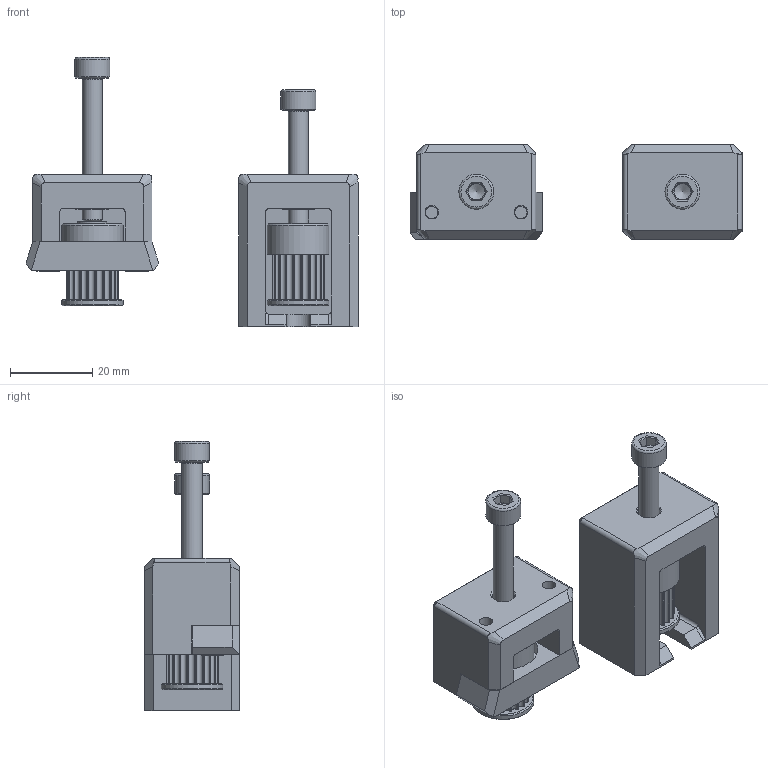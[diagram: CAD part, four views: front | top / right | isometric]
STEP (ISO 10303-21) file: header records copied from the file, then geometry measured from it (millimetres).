
FILE_DESCRIPTION(/* description */ (''),/* implementation_level */ '2;1');
FILE_NAME(/* name */ 'Press Pulley Extractor.step',/* time_stamp */ '2023-10-17T01:51:53Z',/* author */ (''),/* organization */ (''),/* preprocessor_version */ 'ST-DEVELOPER v19.2',/* originating_system */ 'Autodesk Translation Framework v12.6.0.85',/* authorisation */ '');
FILE_SCHEMA (('AUTOMOTIVE_DESIGN { 1 0 10303 214 3 1 1 }'));
Length unit declared in the file: millimetre
Products named in the file (10): Pulley Extractor; Press Pulley Head Extractor; Press Pulley Extractor; HARDWARE; HW1508NC; Hex Nut - M5 v8; 90592A095_NO THREADS_Steel Hex Nut; Washer M4 x 9 x 0.5 v1; HW2110SC; Washer M3 x 7x 0.5 v2
Assembly tree (9 placements, depth 4):
  Pulley Extractor
    Press Pulley Head Extractor
    Press Pulley Extractor
    HARDWARE
      HW1508NC
      Hex Nut - M5 v8
        90592A095_NO THREADS_Steel Hex Nut
      Washer M4 x 9 x 0.5 v1
      HW2110SC
    Washer M3 x 7x 0.5 v2
Bounding box: 80.83 x 23.03 x 65.5 mm (x, y, z)
Volume: 33680.8 mm3; surface area: 18361.7 mm2
Topology: 12 solids, 12 shells, 611 faces, 1583 edges, 1014 vertices
Faces by surface type: cylinder 296, plane 223, cone 76, bspline 12, torus 4
Full cylindrical faces by diameter (mm): 3 x4, 3.2 x1, 3.3 x4, 4.55 x2, 4.901 x2, 5 x4, 5.4 x1, 5.5 x1, 7 x1, 8.5 x2, 15 x4
Entity records: 22277 total; most frequent: CARTESIAN_POINT 6963, DIRECTION 3246, ORIENTED_EDGE 3162, EDGE_CURVE 1581, AXIS2_PLACEMENT_3D 1253, VERTEX_POINT 1014, LINE 740, VECTOR 740
